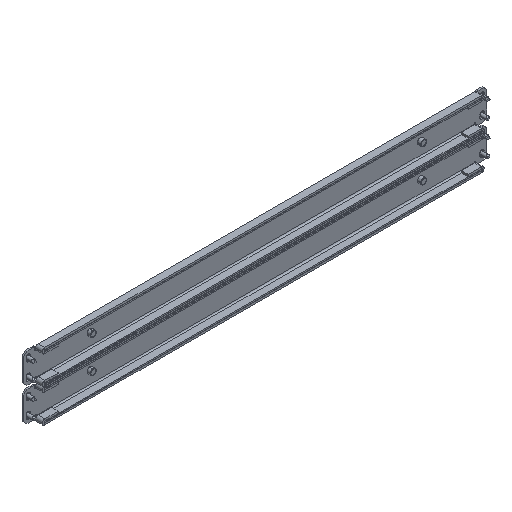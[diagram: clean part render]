
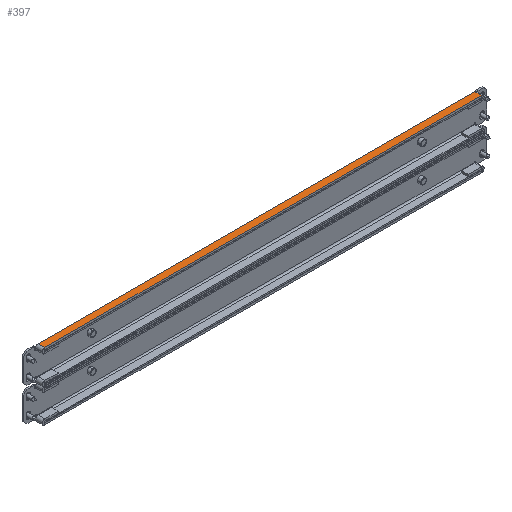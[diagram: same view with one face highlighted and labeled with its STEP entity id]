
A CAD part, isometric view. The second image highlights one B-rep face of the part: STEP entity #397.
In plain terms, the highlighted face is planar.
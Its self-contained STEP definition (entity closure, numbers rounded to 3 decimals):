
#58 = AXIS2_PLACEMENT_3D ( 'NONE', #1915, #202, #1432 ) ;
#92 = LINE ( 'NONE', #4578, #3327 ) ;
#202 = DIRECTION ( 'NONE',  ( 0., -1., 0. ) ) ;
#227 = ORIENTED_EDGE ( 'NONE', *, *, #3486, .T. ) ;
#268 = LINE ( 'NONE', #3234, #4307 ) ;
#269 = DIRECTION ( 'NONE',  ( 1., 0., 0. ) ) ;
#306 = CARTESIAN_POINT ( 'NONE',  ( -5., -3., 329. ) ) ;
#352 = CARTESIAN_POINT ( 'NONE',  ( 5., -3., -329. ) ) ;
#397 = ADVANCED_FACE ( 'NONE', ( #4529 ), #3132, .T. ) ;
#683 = DIRECTION ( 'NONE',  ( 1., 0., 0. ) ) ;
#983 = ORIENTED_EDGE ( 'NONE', *, *, #4487, .T. ) ;
#1033 = ORIENTED_EDGE ( 'NONE', *, *, #2527, .F. ) ;
#1062 = VERTEX_POINT ( 'NONE', #352 ) ;
#1212 = CARTESIAN_POINT ( 'NONE',  ( -5., -3., 329. ) ) ;
#1249 = VERTEX_POINT ( 'NONE', #5065 ) ;
#1309 = DIRECTION ( 'NONE',  ( 0., 0., 1. ) ) ;
#1432 = DIRECTION ( 'NONE',  ( 1., 0., 0. ) ) ;
#1739 = VERTEX_POINT ( 'NONE', #1212 ) ;
#1915 = CARTESIAN_POINT ( 'NONE',  ( -5., -3., -329. ) ) ;
#2098 = LINE ( 'NONE', #3050, #4243 ) ;
#2527 = EDGE_CURVE ( 'NONE', #3097, #1739, #92, .T. ) ;
#2603 = DIRECTION ( 'NONE',  ( 0., 0., 1. ) ) ;
#2667 = EDGE_LOOP ( 'NONE', ( #4272, #1033, #983, #227 ) ) ;
#3050 = CARTESIAN_POINT ( 'NONE',  ( 5., -3., -329. ) ) ;
#3097 = VERTEX_POINT ( 'NONE', #5378 ) ;
#3132 = PLANE ( 'NONE',  #58 ) ;
#3234 = CARTESIAN_POINT ( 'NONE',  ( -5., -3., -329. ) ) ;
#3327 = VECTOR ( 'NONE', #1309, 1000. ) ;
#3486 = EDGE_CURVE ( 'NONE', #1062, #1249, #2098, .T. ) ;
#3712 = LINE ( 'NONE', #306, #3847 ) ;
#3847 = VECTOR ( 'NONE', #269, 1000. ) ;
#4243 = VECTOR ( 'NONE', #2603, 1000. ) ;
#4272 = ORIENTED_EDGE ( 'NONE', *, *, #5121, .F. ) ;
#4307 = VECTOR ( 'NONE', #683, 1000. ) ;
#4487 = EDGE_CURVE ( 'NONE', #3097, #1062, #268, .T. ) ;
#4529 = FACE_OUTER_BOUND ( 'NONE', #2667, .T. ) ;
#4578 = CARTESIAN_POINT ( 'NONE',  ( -5., -3., -329. ) ) ;
#5065 = CARTESIAN_POINT ( 'NONE',  ( 5., -3., 329. ) ) ;
#5121 = EDGE_CURVE ( 'NONE', #1739, #1249, #3712, .T. ) ;
#5378 = CARTESIAN_POINT ( 'NONE',  ( -5., -3., -329. ) ) ;
